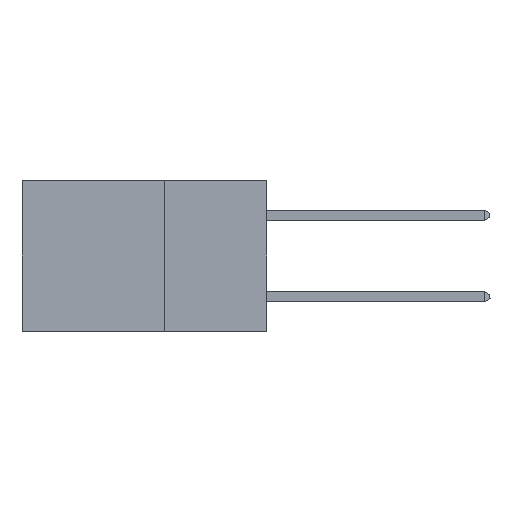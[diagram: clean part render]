
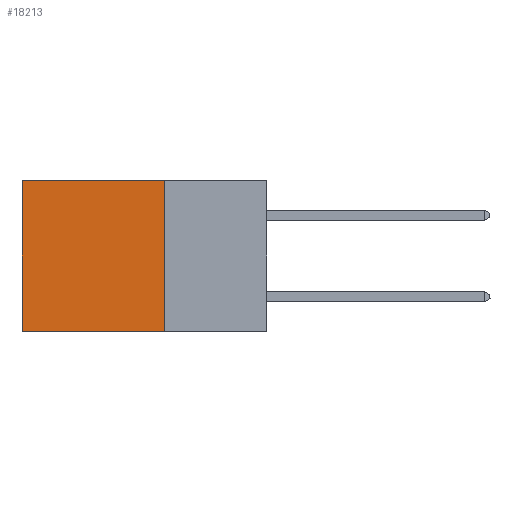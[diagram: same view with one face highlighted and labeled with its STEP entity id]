
A CAD part, left-side view. The second image highlights one B-rep face of the part: STEP entity #18213.
In plain terms, the highlighted planar face has unit normal (-1, 0, 0).
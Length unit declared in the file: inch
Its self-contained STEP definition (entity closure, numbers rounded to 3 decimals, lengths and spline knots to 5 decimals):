
#637 = VERTEX_POINT ( 'NONE', #4839 ) ;
#839 = ORIENTED_EDGE ( 'NONE', *, *, #36520, .F. ) ;
#2998 = EDGE_LOOP ( 'NONE', ( #32813, #839, #14224, #7750 ) ) ;
#3043 = CARTESIAN_POINT ( 'NONE',  ( 0.2875, 0.25, 0. ) ) ;
#3065 = VERTEX_POINT ( 'NONE', #15999 ) ;
#3190 = CARTESIAN_POINT ( 'NONE',  ( 0.2875, 0.6, 0. ) ) ;
#4839 = CARTESIAN_POINT ( 'NONE',  ( 0.2875, 0.25, -0.37 ) ) ;
#6118 = DIRECTION ( 'NONE',  ( 0., 0., -1. ) ) ;
#6972 = LINE ( 'NONE', #8329, #36664 ) ;
#7407 = DIRECTION ( 'NONE',  ( 0., 1., 0. ) ) ;
#7750 = ORIENTED_EDGE ( 'NONE', *, *, #33366, .T. ) ;
#8329 = CARTESIAN_POINT ( 'NONE',  ( 0.2875, 0.6, 0. ) ) ;
#8459 = DIRECTION ( 'NONE',  ( 0., 0., -1. ) ) ;
#10498 = LINE ( 'NONE', #24251, #16419 ) ;
#11628 = VERTEX_POINT ( 'NONE', #3190 ) ;
#12383 = AXIS2_PLACEMENT_3D ( 'NONE', #3043, #23510, #6118 ) ;
#12791 = VERTEX_POINT ( 'NONE', #17155 ) ;
#14043 = LINE ( 'NONE', #30491, #28410 ) ;
#14224 = ORIENTED_EDGE ( 'NONE', *, *, #31127, .F. ) ;
#15363 = EDGE_CURVE ( 'NONE', #11628, #12791, #6972, .T. ) ;
#15585 = DIRECTION ( 'NONE',  ( 0., 0., -1. ) ) ;
#15999 = CARTESIAN_POINT ( 'NONE',  ( 0.2875, 0.25, 0. ) ) ;
#16394 = FACE_OUTER_BOUND ( 'NONE', #2998, .T. ) ;
#16419 = VECTOR ( 'NONE', #15585, 39.37008 ) ;
#16845 = LINE ( 'NONE', #32800, #36956 ) ;
#17155 = CARTESIAN_POINT ( 'NONE',  ( 0.2875, 0.6, -0.37 ) ) ;
#18213 = ADVANCED_FACE ( 'NONE', ( #16394 ), #31983, .F. ) ;
#23510 = DIRECTION ( 'NONE',  ( 1., 0., 0. ) ) ;
#24251 = CARTESIAN_POINT ( 'NONE',  ( 0.2875, 0.25, 0. ) ) ;
#24451 = DIRECTION ( 'NONE',  ( 0., 1., 0. ) ) ;
#28410 = VECTOR ( 'NONE', #7407, 39.37008 ) ;
#30491 = CARTESIAN_POINT ( 'NONE',  ( 0.2875, 0.25, 0. ) ) ;
#31127 = EDGE_CURVE ( 'NONE', #3065, #637, #10498, .T. ) ;
#31983 = PLANE ( 'NONE',  #12383 ) ;
#32800 = CARTESIAN_POINT ( 'NONE',  ( 0.2875, 0.25, -0.37 ) ) ;
#32813 = ORIENTED_EDGE ( 'NONE', *, *, #15363, .T. ) ;
#33366 = EDGE_CURVE ( 'NONE', #3065, #11628, #14043, .T. ) ;
#36520 = EDGE_CURVE ( 'NONE', #637, #12791, #16845, .T. ) ;
#36664 = VECTOR ( 'NONE', #8459, 39.37008 ) ;
#36956 = VECTOR ( 'NONE', #24451, 39.37008 ) ;
